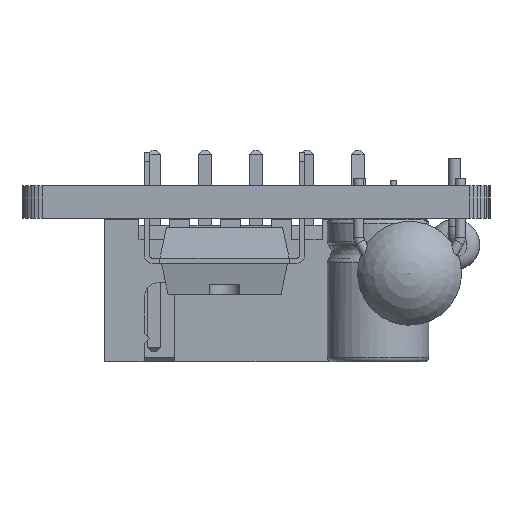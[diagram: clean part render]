
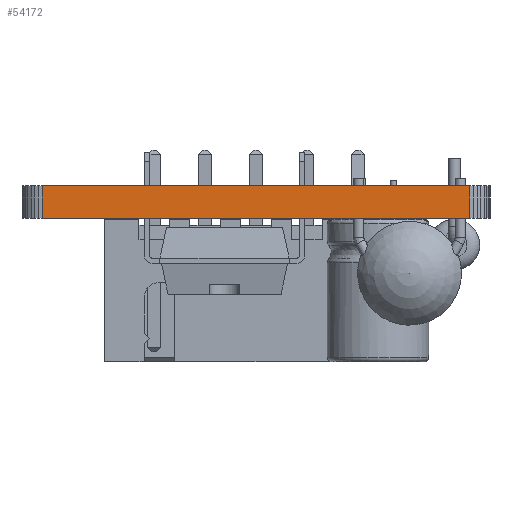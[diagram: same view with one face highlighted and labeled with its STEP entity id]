
A CAD part, front view. The second image highlights one B-rep face of the part: STEP entity #54172.
In plain terms, the highlighted planar face has unit normal (0, -1, 0).
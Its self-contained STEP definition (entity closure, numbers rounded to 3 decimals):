
#47916 = PLANE('',#47917);
#47917 = AXIS2_PLACEMENT_3D('',#47918,#47919,#47920);
#47918 = CARTESIAN_POINT('',(-9.144,22.22,1.6));
#47919 = DIRECTION('',(-0.,-0.,-1.));
#47920 = DIRECTION('',(-1.,0.,0.));
#47970 = PLANE('',#47971);
#47971 = AXIS2_PLACEMENT_3D('',#47972,#47973,#47974);
#47972 = CARTESIAN_POINT('',(-9.144,22.22,0.));
#47973 = DIRECTION('',(-0.,-0.,-1.));
#47974 = DIRECTION('',(-1.,0.,0.));
#48499 = VERTEX_POINT('',#48500);
#48500 = CARTESIAN_POINT('',(1.356,-1.677,0.));
#48514 = PLANE('',#48515);
#48515 = AXIS2_PLACEMENT_3D('',#48516,#48517,#48518);
#48516 = CARTESIAN_POINT('',(1.551,-1.658,0.));
#48517 = DIRECTION('',(0.098,-0.995,0.));
#48518 = DIRECTION('',(-0.995,-0.098,0.));
#48526 = EDGE_CURVE('',#48499,#48527,#48529,.T.);
#48527 = VERTEX_POINT('',#48528);
#48528 = CARTESIAN_POINT('',(-19.644,-1.677,0.));
#48529 = SURFACE_CURVE('',#48530,(#48534,#48541),.PCURVE_S1.);
#48530 = LINE('',#48531,#48532);
#48531 = CARTESIAN_POINT('',(1.356,-1.677,0.));
#48532 = VECTOR('',#48533,1.);
#48533 = DIRECTION('',(-1.,0.,0.));
#48534 = PCURVE('',#47970,#48535);
#48535 = DEFINITIONAL_REPRESENTATION('',(#48536),#48540);
#48536 = LINE('',#48537,#48538);
#48537 = CARTESIAN_POINT('',(-10.5,-23.897));
#48538 = VECTOR('',#48539,1.);
#48539 = DIRECTION('',(1.,0.));
#48540 = ( GEOMETRIC_REPRESENTATION_CONTEXT(2) 
PARAMETRIC_REPRESENTATION_CONTEXT() REPRESENTATION_CONTEXT('2D SPACE',''
  ) );
#48541 = PCURVE('',#48542,#48547);
#48542 = PLANE('',#48543);
#48543 = AXIS2_PLACEMENT_3D('',#48544,#48545,#48546);
#48544 = CARTESIAN_POINT('',(1.356,-1.677,0.));
#48545 = DIRECTION('',(0.,-1.,0.));
#48546 = DIRECTION('',(-1.,0.,0.));
#48547 = DEFINITIONAL_REPRESENTATION('',(#48548),#48552);
#48548 = LINE('',#48549,#48550);
#48549 = CARTESIAN_POINT('',(0.,-0.));
#48550 = VECTOR('',#48551,1.);
#48551 = DIRECTION('',(1.,0.));
#48552 = ( GEOMETRIC_REPRESENTATION_CONTEXT(2) 
PARAMETRIC_REPRESENTATION_CONTEXT() REPRESENTATION_CONTEXT('2D SPACE',''
  ) );
#48570 = PLANE('',#48571);
#48571 = AXIS2_PLACEMENT_3D('',#48572,#48573,#48574);
#48572 = CARTESIAN_POINT('',(-19.644,-1.677,0.));
#48573 = DIRECTION('',(-0.098,-0.995,0.));
#48574 = DIRECTION('',(-0.995,0.098,0.));
#51282 = VERTEX_POINT('',#51283);
#51283 = CARTESIAN_POINT('',(1.356,-1.677,1.6));
#51304 = EDGE_CURVE('',#51282,#51305,#51307,.T.);
#51305 = VERTEX_POINT('',#51306);
#51306 = CARTESIAN_POINT('',(-19.644,-1.677,1.6));
#51307 = SURFACE_CURVE('',#51308,(#51312,#51319),.PCURVE_S1.);
#51308 = LINE('',#51309,#51310);
#51309 = CARTESIAN_POINT('',(1.356,-1.677,1.6));
#51310 = VECTOR('',#51311,1.);
#51311 = DIRECTION('',(-1.,0.,0.));
#51312 = PCURVE('',#47916,#51313);
#51313 = DEFINITIONAL_REPRESENTATION('',(#51314),#51318);
#51314 = LINE('',#51315,#51316);
#51315 = CARTESIAN_POINT('',(-10.5,-23.897));
#51316 = VECTOR('',#51317,1.);
#51317 = DIRECTION('',(1.,0.));
#51318 = ( GEOMETRIC_REPRESENTATION_CONTEXT(2) 
PARAMETRIC_REPRESENTATION_CONTEXT() REPRESENTATION_CONTEXT('2D SPACE',''
  ) );
#51319 = PCURVE('',#48542,#51320);
#51320 = DEFINITIONAL_REPRESENTATION('',(#51321),#51325);
#51321 = LINE('',#51322,#51323);
#51322 = CARTESIAN_POINT('',(0.,-1.6));
#51323 = VECTOR('',#51324,1.);
#51324 = DIRECTION('',(1.,0.));
#51325 = ( GEOMETRIC_REPRESENTATION_CONTEXT(2) 
PARAMETRIC_REPRESENTATION_CONTEXT() REPRESENTATION_CONTEXT('2D SPACE',''
  ) );
#54124 = EDGE_CURVE('',#48499,#51282,#54125,.T.);
#54125 = SURFACE_CURVE('',#54126,(#54130,#54137),.PCURVE_S1.);
#54126 = LINE('',#54127,#54128);
#54127 = CARTESIAN_POINT('',(1.356,-1.677,0.));
#54128 = VECTOR('',#54129,1.);
#54129 = DIRECTION('',(0.,0.,1.));
#54130 = PCURVE('',#48514,#54131);
#54131 = DEFINITIONAL_REPRESENTATION('',(#54132),#54136);
#54132 = LINE('',#54133,#54134);
#54133 = CARTESIAN_POINT('',(0.196,0.));
#54134 = VECTOR('',#54135,1.);
#54135 = DIRECTION('',(0.,-1.));
#54136 = ( GEOMETRIC_REPRESENTATION_CONTEXT(2) 
PARAMETRIC_REPRESENTATION_CONTEXT() REPRESENTATION_CONTEXT('2D SPACE',''
  ) );
#54137 = PCURVE('',#48542,#54138);
#54138 = DEFINITIONAL_REPRESENTATION('',(#54139),#54143);
#54139 = LINE('',#54140,#54141);
#54140 = CARTESIAN_POINT('',(0.,-0.));
#54141 = VECTOR('',#54142,1.);
#54142 = DIRECTION('',(0.,-1.));
#54143 = ( GEOMETRIC_REPRESENTATION_CONTEXT(2) 
PARAMETRIC_REPRESENTATION_CONTEXT() REPRESENTATION_CONTEXT('2D SPACE',''
  ) );
#54172 = ADVANCED_FACE('',(#54173),#48542,.T.);
#54173 = FACE_BOUND('',#54174,.T.);
#54174 = EDGE_LOOP('',(#54175,#54176,#54177,#54198));
#54175 = ORIENTED_EDGE('',*,*,#54124,.T.);
#54176 = ORIENTED_EDGE('',*,*,#51304,.T.);
#54177 = ORIENTED_EDGE('',*,*,#54178,.F.);
#54178 = EDGE_CURVE('',#48527,#51305,#54179,.T.);
#54179 = SURFACE_CURVE('',#54180,(#54184,#54191),.PCURVE_S1.);
#54180 = LINE('',#54181,#54182);
#54181 = CARTESIAN_POINT('',(-19.644,-1.677,0.));
#54182 = VECTOR('',#54183,1.);
#54183 = DIRECTION('',(0.,0.,1.));
#54184 = PCURVE('',#48542,#54185);
#54185 = DEFINITIONAL_REPRESENTATION('',(#54186),#54190);
#54186 = LINE('',#54187,#54188);
#54187 = CARTESIAN_POINT('',(21.,0.));
#54188 = VECTOR('',#54189,1.);
#54189 = DIRECTION('',(0.,-1.));
#54190 = ( GEOMETRIC_REPRESENTATION_CONTEXT(2) 
PARAMETRIC_REPRESENTATION_CONTEXT() REPRESENTATION_CONTEXT('2D SPACE',''
  ) );
#54191 = PCURVE('',#48570,#54192);
#54192 = DEFINITIONAL_REPRESENTATION('',(#54193),#54197);
#54193 = LINE('',#54194,#54195);
#54194 = CARTESIAN_POINT('',(0.,0.));
#54195 = VECTOR('',#54196,1.);
#54196 = DIRECTION('',(0.,-1.));
#54197 = ( GEOMETRIC_REPRESENTATION_CONTEXT(2) 
PARAMETRIC_REPRESENTATION_CONTEXT() REPRESENTATION_CONTEXT('2D SPACE',''
  ) );
#54198 = ORIENTED_EDGE('',*,*,#48526,.F.);
